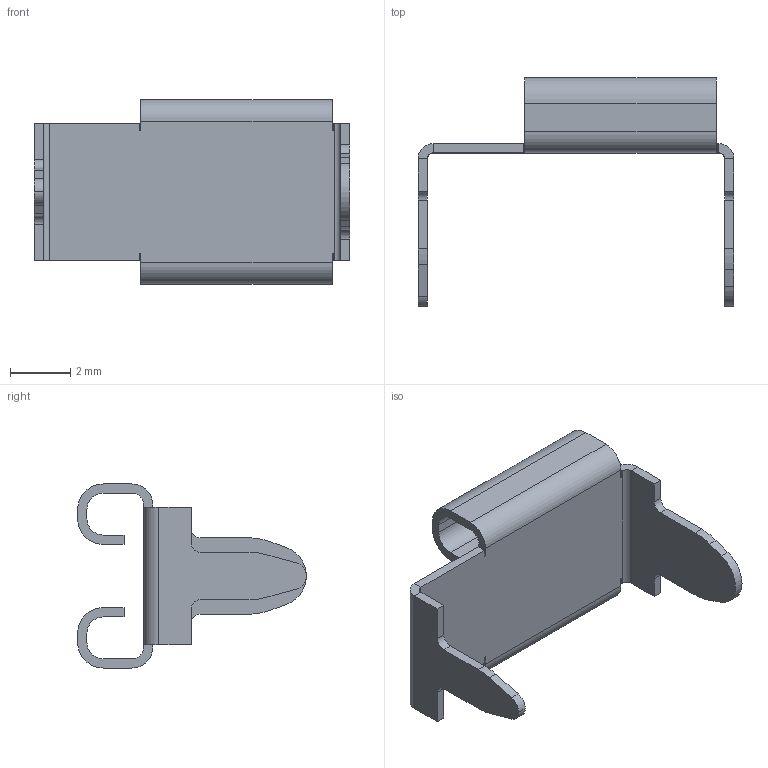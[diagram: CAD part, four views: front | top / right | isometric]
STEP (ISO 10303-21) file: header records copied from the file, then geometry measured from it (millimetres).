
FILE_DESCRIPTION (( 'STEP AP214' ), '1' );
FILE_NAME ('BK-6012.STEP', '2020-02-07T23:54:36', ( '' ), ( '' ), 'SwSTEP 2.0', 'SolidWorks 2017', '' );
FILE_SCHEMA (( 'AUTOMOTIVE_DESIGN' ));
Length unit declared in the file: millimetre
Products named in the file (1): BK-6012
Bounding box: 10.46 x 7.58 x 6.1 mm (x, y, z)
Volume: 41.4 mm3; surface area: 293 mm2
Topology: 1 solids, 1 shells, 83 faces, 227 edges, 146 vertices
Faces by surface type: plane 56, cylinder 27
Entity records: 2641 total; most frequent: CARTESIAN_POINT 457, ORIENTED_EDGE 454, DIRECTION 449, EDGE_CURVE 227, VECTOR 173, LINE 173, VERTEX_POINT 146, AXIS2_PLACEMENT_3D 138
